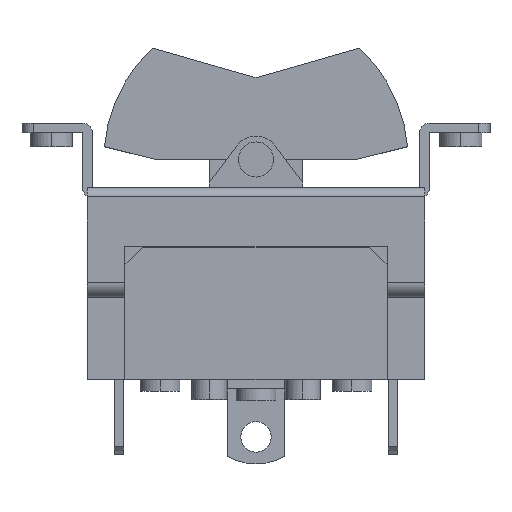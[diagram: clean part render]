
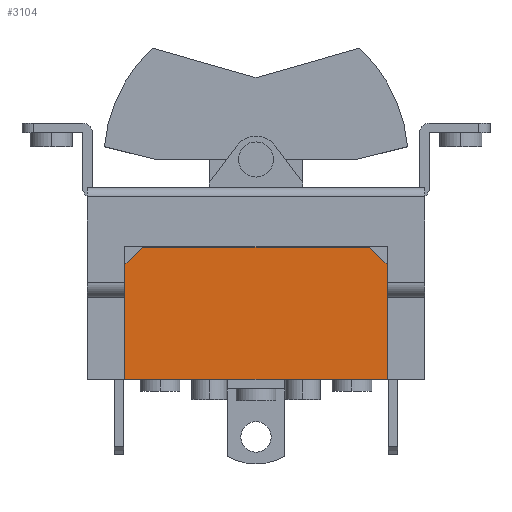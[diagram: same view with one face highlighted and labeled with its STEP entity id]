
A CAD part, top view. The second image highlights one B-rep face of the part: STEP entity #3104.
In plain terms, the highlighted planar face has unit normal (0, 0, 1).
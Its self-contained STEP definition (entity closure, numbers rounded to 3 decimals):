
#26 = VECTOR ( 'NONE', #4270, 1000. ) ;
#75 = EDGE_LOOP ( 'NONE', ( #2125, #1225, #4152, #7498, #1151, #3631 ) ) ;
#482 = EDGE_CURVE ( 'NONE', #673, #1146, #5180, .T. ) ;
#514 = VERTEX_POINT ( 'NONE', #3032 ) ;
#673 = VERTEX_POINT ( 'NONE', #4611 ) ;
#681 = DIRECTION ( 'NONE',  ( 1., 0., 0. ) ) ;
#764 = VECTOR ( 'NONE', #5782, 1000. ) ;
#783 = VECTOR ( 'NONE', #681, 1000. ) ;
#1079 = VECTOR ( 'NONE', #7499, 1000. ) ;
#1146 = VERTEX_POINT ( 'NONE', #6578 ) ;
#1151 = ORIENTED_EDGE ( 'NONE', *, *, #3193, .T. ) ;
#1211 = CARTESIAN_POINT ( 'NONE',  ( 11.2, -5., 8. ) ) ;
#1225 = ORIENTED_EDGE ( 'NONE', *, *, #482, .F. ) ;
#1499 = CARTESIAN_POINT ( 'NONE',  ( 0., -3.5, 8. ) ) ;
#1649 = CARTESIAN_POINT ( 'NONE',  ( -11.2, -5., 8. ) ) ;
#1990 = AXIS2_PLACEMENT_3D ( 'NONE', #4664, #2860, #6510 ) ;
#2125 = ORIENTED_EDGE ( 'NONE', *, *, #6219, .T. ) ;
#2332 = LINE ( 'NONE', #1649, #4988 ) ;
#2607 = VERTEX_POINT ( 'NONE', #3591 ) ;
#2860 = DIRECTION ( 'NONE',  ( 0., 0., 1. ) ) ;
#2953 = EDGE_CURVE ( 'NONE', #2607, #514, #6585, .T. ) ;
#3032 = CARTESIAN_POINT ( 'NONE',  ( 9.7, -3.5, 8. ) ) ;
#3104 = ADVANCED_FACE ( 'NONE', ( #7809 ), #6535, .T. ) ;
#3193 = EDGE_CURVE ( 'NONE', #5345, #2607, #6954, .T. ) ;
#3591 = CARTESIAN_POINT ( 'NONE',  ( 11.2, -5., 8. ) ) ;
#3631 = ORIENTED_EDGE ( 'NONE', *, *, #2953, .T. ) ;
#4152 = ORIENTED_EDGE ( 'NONE', *, *, #5228, .F. ) ;
#4165 = DIRECTION ( 'NONE',  ( 0., 1., 0. ) ) ;
#4270 = DIRECTION ( 'NONE',  ( 0., 1., 0. ) ) ;
#4611 = CARTESIAN_POINT ( 'NONE',  ( -11.2, -5., 8. ) ) ;
#4664 = CARTESIAN_POINT ( 'NONE',  ( 0., -14.8, 8. ) ) ;
#4896 = LINE ( 'NONE', #5542, #783 ) ;
#4988 = VECTOR ( 'NONE', #4165, 1000. ) ;
#5180 = LINE ( 'NONE', #6848, #1079 ) ;
#5217 = DIRECTION ( 'NONE',  ( -0.707, 0.707, 0. ) ) ;
#5228 = EDGE_CURVE ( 'NONE', #6657, #673, #2332, .T. ) ;
#5327 = CARTESIAN_POINT ( 'NONE',  ( -11.2, -14.8, 8. ) ) ;
#5345 = VERTEX_POINT ( 'NONE', #7869 ) ;
#5424 = EDGE_CURVE ( 'NONE', #6657, #5345, #4896, .T. ) ;
#5517 = VECTOR ( 'NONE', #5217, 1000. ) ;
#5542 = CARTESIAN_POINT ( 'NONE',  ( 0., -14.8, 8. ) ) ;
#5714 = CARTESIAN_POINT ( 'NONE',  ( 9.7, -3.5, 8. ) ) ;
#5782 = DIRECTION ( 'NONE',  ( -1., 0., 0. ) ) ;
#6219 = EDGE_CURVE ( 'NONE', #514, #1146, #7491, .T. ) ;
#6510 = DIRECTION ( 'NONE',  ( 1., 0., 0. ) ) ;
#6535 = PLANE ( 'NONE',  #1990 ) ;
#6578 = CARTESIAN_POINT ( 'NONE',  ( -9.7, -3.5, 8. ) ) ;
#6585 = LINE ( 'NONE', #5714, #5517 ) ;
#6657 = VERTEX_POINT ( 'NONE', #5327 ) ;
#6848 = CARTESIAN_POINT ( 'NONE',  ( -9.7, -3.5, 8. ) ) ;
#6954 = LINE ( 'NONE', #1211, #26 ) ;
#7491 = LINE ( 'NONE', #1499, #764 ) ;
#7498 = ORIENTED_EDGE ( 'NONE', *, *, #5424, .T. ) ;
#7499 = DIRECTION ( 'NONE',  ( 0.707, 0.707, 0. ) ) ;
#7809 = FACE_OUTER_BOUND ( 'NONE', #75, .T. ) ;
#7869 = CARTESIAN_POINT ( 'NONE',  ( 11.2, -14.8, 8. ) ) ;
